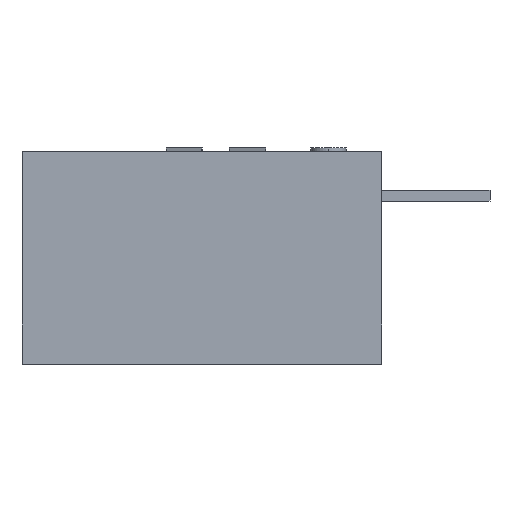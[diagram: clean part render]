
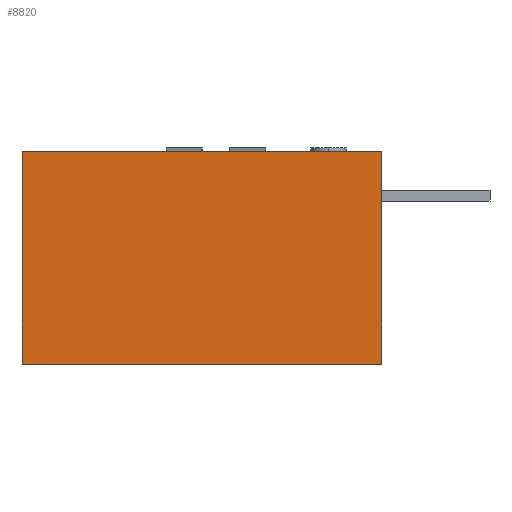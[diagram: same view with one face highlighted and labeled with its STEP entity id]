
A CAD part, left-side view. The second image highlights one B-rep face of the part: STEP entity #8820.
In plain terms, the highlighted planar face has unit normal (-1, 0, 0).
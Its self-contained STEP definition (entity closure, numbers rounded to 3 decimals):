
#633 = DIRECTION ( 'NONE',  ( 0., -1., 0. ) ) ;
#783 = EDGE_CURVE ( 'NONE', #3635, #6595, #9429, .T. ) ;
#1303 = CARTESIAN_POINT ( 'NONE',  ( -2.032, 0., 1.25 ) ) ;
#1318 = CARTESIAN_POINT ( 'NONE',  ( -2.032, 10.15, 1.25 ) ) ;
#2096 = VECTOR ( 'NONE', #633, 1000. ) ;
#2141 = DIRECTION ( 'NONE',  ( 1., 0., 0. ) ) ;
#2189 = CARTESIAN_POINT ( 'NONE',  ( -2.032, 10.15, -4.75 ) ) ;
#2288 = PLANE ( 'NONE',  #3036 ) ;
#2707 = CARTESIAN_POINT ( 'NONE',  ( -2.032, 10.15, 1.25 ) ) ;
#3036 = AXIS2_PLACEMENT_3D ( 'NONE', #3853, #2141, #6696 ) ;
#3308 = DIRECTION ( 'NONE',  ( 0., -1., 0. ) ) ;
#3456 = VECTOR ( 'NONE', #3308, 1000. ) ;
#3507 = EDGE_CURVE ( 'NONE', #3635, #3588, #4398, .T. ) ;
#3588 = VERTEX_POINT ( 'NONE', #4606 ) ;
#3635 = VERTEX_POINT ( 'NONE', #6100 ) ;
#3753 = FACE_OUTER_BOUND ( 'NONE', #8930, .T. ) ;
#3853 = CARTESIAN_POINT ( 'NONE',  ( -2.032, 10.15, 1.25 ) ) ;
#4398 = LINE ( 'NONE', #2189, #2096 ) ;
#4443 = ORIENTED_EDGE ( 'NONE', *, *, #6355, .F. ) ;
#4542 = ORIENTED_EDGE ( 'NONE', *, *, #3507, .T. ) ;
#4590 = DIRECTION ( 'NONE',  ( 0., 0., -1. ) ) ;
#4606 = CARTESIAN_POINT ( 'NONE',  ( -2.032, 0., -4.75 ) ) ;
#5273 = ORIENTED_EDGE ( 'NONE', *, *, #783, .F. ) ;
#5341 = CARTESIAN_POINT ( 'NONE',  ( -2.032, 0., 1.25 ) ) ;
#5989 = LINE ( 'NONE', #5341, #8599 ) ;
#6100 = CARTESIAN_POINT ( 'NONE',  ( -2.032, 10.15, -4.75 ) ) ;
#6318 = DIRECTION ( 'NONE',  ( 0., 0., 1. ) ) ;
#6355 = EDGE_CURVE ( 'NONE', #7335, #3588, #5989, .T. ) ;
#6370 = LINE ( 'NONE', #7811, #3456 ) ;
#6595 = VERTEX_POINT ( 'NONE', #1318 ) ;
#6696 = DIRECTION ( 'NONE',  ( 0., 0., -1. ) ) ;
#7335 = VERTEX_POINT ( 'NONE', #1303 ) ;
#7391 = ORIENTED_EDGE ( 'NONE', *, *, #7674, .F. ) ;
#7674 = EDGE_CURVE ( 'NONE', #6595, #7335, #6370, .T. ) ;
#7811 = CARTESIAN_POINT ( 'NONE',  ( -2.032, 10.15, 1.25 ) ) ;
#8039 = VECTOR ( 'NONE', #6318, 1000. ) ;
#8599 = VECTOR ( 'NONE', #4590, 1000. ) ;
#8820 = ADVANCED_FACE ( 'NONE', ( #3753 ), #2288, .F. ) ;
#8930 = EDGE_LOOP ( 'NONE', ( #7391, #5273, #4542, #4443 ) ) ;
#9429 = LINE ( 'NONE', #2707, #8039 ) ;
